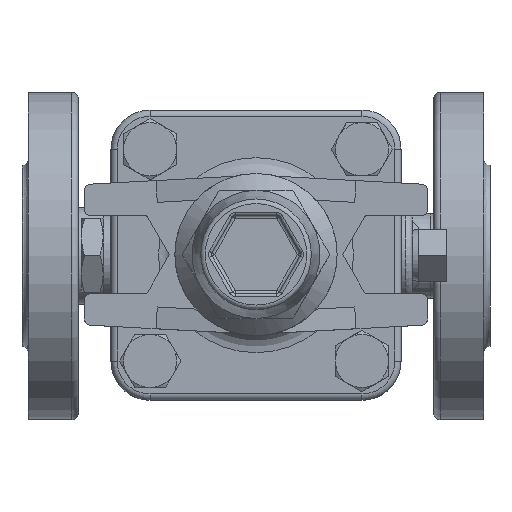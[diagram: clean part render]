
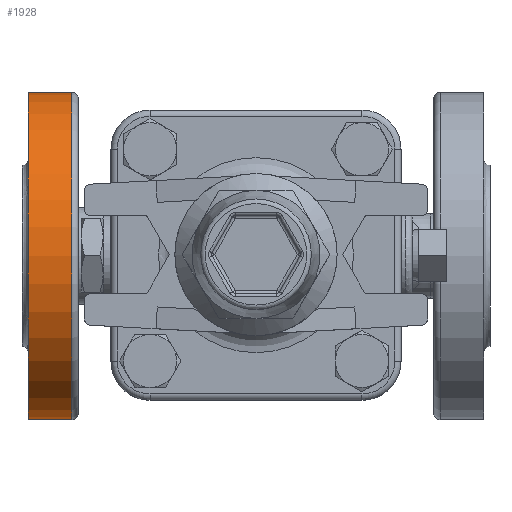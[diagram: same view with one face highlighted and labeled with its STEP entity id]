
A CAD part, top view. The second image highlights one B-rep face of the part: STEP entity #1928.
In plain terms, the highlighted cylindrical face has radius 52.5 mm (diameter 105 mm), a full revolution.
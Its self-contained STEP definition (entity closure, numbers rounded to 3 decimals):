
#1801=CARTESIAN_POINT('',(-59.0,52.5,46.5));
#1802=VERTEX_POINT('',#1801);
#1803=CARTESIAN_POINT('',(-59.0,0.0,46.5));
#1804=DIRECTION('',(1.0,0.0,0.0));
#1805=DIRECTION('',(0.0,-1.0,0.0));
#1806=AXIS2_PLACEMENT_3D('',#1803,#1804,#1805);
#1807=CIRCLE('',#1806,52.5);
#1808=EDGE_CURVE('',#1802,#1802,#1807,.T.);
#1909=CARTESIAN_POINT('',(-75.0,0.0,46.5));
#1910=DIRECTION('',(1.0,0.0,0.0));
#1911=DIRECTION('',(0.0,-1.0,0.0));
#1912=AXIS2_PLACEMENT_3D('',#1909,#1910,#1911);
#1913=CYLINDRICAL_SURFACE('',#1912,52.5);
#1914=CARTESIAN_POINT('',(-73.0,0.,99.));
#1915=VERTEX_POINT('',#1914);
#1916=CARTESIAN_POINT('',(-73.0,0.0,46.5));
#1917=DIRECTION('',(1.0,0.0,0.0));
#1918=DIRECTION('',(0.0,-1.0,0.0));
#1919=AXIS2_PLACEMENT_3D('',#1916,#1917,#1918);
#1920=CIRCLE('',#1919,52.5);
#1921=EDGE_CURVE('',#1915,#1915,#1920,.T.);
#1922=ORIENTED_EDGE('',*,*,#1921,.T.);
#1923=EDGE_LOOP('',(#1922));
#1924=FACE_OUTER_BOUND('',#1923,.T.);
#1925=ORIENTED_EDGE('',*,*,#1808,.F.);
#1926=EDGE_LOOP('',(#1925));
#1927=FACE_BOUND('',#1926,.T.);
#1928=ADVANCED_FACE('',(#1924,#1927),#1913,.T.);
